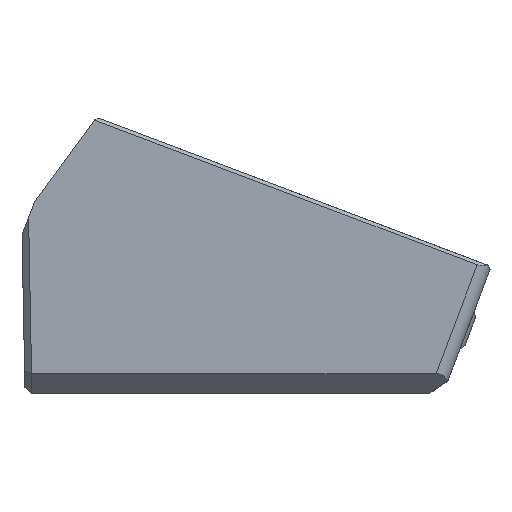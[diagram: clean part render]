
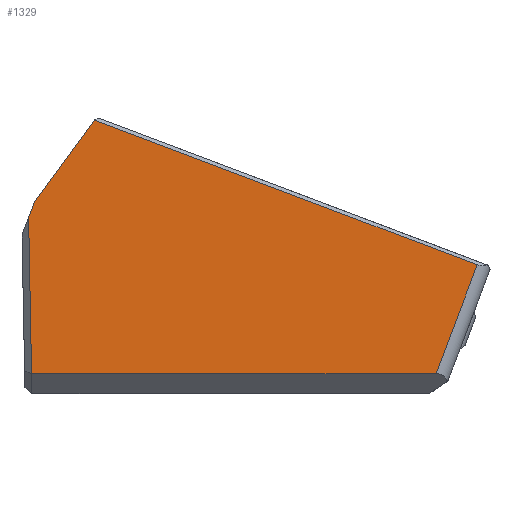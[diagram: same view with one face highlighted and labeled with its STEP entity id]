
A CAD part, left-side view. The second image highlights one B-rep face of the part: STEP entity #1329.
In plain terms, the highlighted planar face has unit normal (-1, 0, 0).
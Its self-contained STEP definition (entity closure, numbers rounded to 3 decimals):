
#696 = VERTEX_POINT('',#697);
#697 = CARTESIAN_POINT('',(-56.4,29.095,-2.));
#703 = EDGE_CURVE('',#704,#696,#706,.T.);
#704 = VERTEX_POINT('',#705);
#705 = CARTESIAN_POINT('',(-56.4,-30.242,-2.));
#706 = LINE('',#707,#708);
#707 = CARTESIAN_POINT('',(-56.4,-30.242,-2.));
#708 = VECTOR('',#709,1.);
#709 = DIRECTION('',(0.,1.,0.));
#1190 = VERTEX_POINT('',#1191);
#1191 = CARTESIAN_POINT('',(-56.4,-36.266,13.949));
#1201 = EDGE_CURVE('',#704,#1190,#1202,.T.);
#1202 = LINE('',#1203,#1204);
#1203 = CARTESIAN_POINT('',(-56.4,-30.242,-2.));
#1204 = VECTOR('',#1205,1.);
#1205 = DIRECTION('',(0.,-0.353,0.935));
#1329 = ADVANCED_FACE('',(#1330),#1364,.T.);
#1330 = FACE_BOUND('',#1331,.F.);
#1331 = EDGE_LOOP('',(#1332,#1340,#1348,#1356,#1362,#1363));
#1332 = ORIENTED_EDGE('',*,*,#1333,.F.);
#1333 = EDGE_CURVE('',#1334,#696,#1336,.T.);
#1334 = VERTEX_POINT('',#1335);
#1335 = CARTESIAN_POINT('',(-56.4,29.526,20.889));
#1336 = LINE('',#1337,#1338);
#1337 = CARTESIAN_POINT('',(-56.4,29.526,20.889));
#1338 = VECTOR('',#1339,1.);
#1339 = DIRECTION('',(0.,-0.019,-1.));
#1340 = ORIENTED_EDGE('',*,*,#1341,.F.);
#1341 = EDGE_CURVE('',#1342,#1334,#1344,.T.);
#1342 = VERTEX_POINT('',#1343);
#1343 = CARTESIAN_POINT('',(-56.4,28.628,23.266));
#1344 = LINE('',#1345,#1346);
#1345 = CARTESIAN_POINT('',(-56.4,28.628,23.266));
#1346 = VECTOR('',#1347,1.);
#1347 = DIRECTION('',(0.,0.353,-0.935));
#1348 = ORIENTED_EDGE('',*,*,#1349,.F.);
#1349 = EDGE_CURVE('',#1350,#1342,#1352,.T.);
#1350 = VERTEX_POINT('',#1351);
#1351 = CARTESIAN_POINT('',(-56.4,19.891,35.159));
#1352 = LINE('',#1353,#1354);
#1353 = CARTESIAN_POINT('',(-56.4,19.891,35.159));
#1354 = VECTOR('',#1355,1.);
#1355 = DIRECTION('',(0.,0.592,-0.806));
#1356 = ORIENTED_EDGE('',*,*,#1357,.F.);
#1357 = EDGE_CURVE('',#1190,#1350,#1358,.T.);
#1358 = LINE('',#1359,#1360);
#1359 = CARTESIAN_POINT('',(-56.4,-36.266,13.949));
#1360 = VECTOR('',#1361,1.);
#1361 = DIRECTION('',(0.,0.935,0.353));
#1362 = ORIENTED_EDGE('',*,*,#1201,.F.);
#1363 = ORIENTED_EDGE('',*,*,#703,.T.);
#1364 = PLANE('',#1365);
#1365 = AXIS2_PLACEMENT_3D('',#1366,#1367,#1368);
#1366 = CARTESIAN_POINT('',(-56.4,-29.95,0.));
#1367 = DIRECTION('',(-1.,0.,0.));
#1368 = DIRECTION('',(0.,1.,0.));
